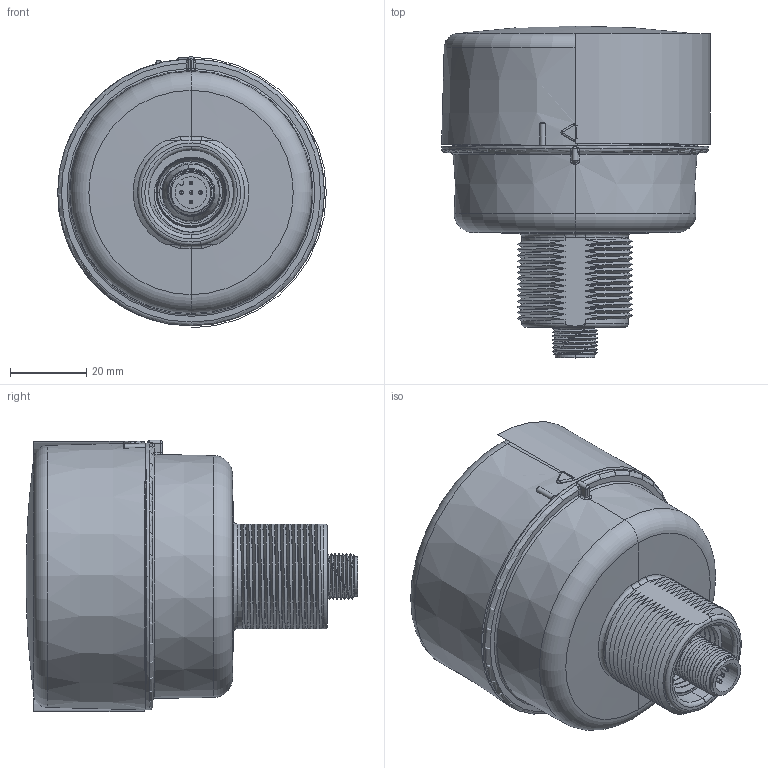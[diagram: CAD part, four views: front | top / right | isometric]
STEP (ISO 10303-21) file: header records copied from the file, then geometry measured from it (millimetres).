
FILE_DESCRIPTION((''),'2;1');
FILE_NAME('224731_ASM','2021-07-27T10:58:03',('PDMAdmin'),('BANNER ENGINEERING'),'CREO PARAMETRIC BY PTC INC, 2019292','CREO PARAMETRIC BY PTC INC, 2019292','');
FILE_SCHEMA(('CONFIG_CONTROL_DESIGN'));
Length unit declared in the file: millimetre
Products named in the file (14): 180077; 180482; 41089; 180169_OLD_ASM; 178930_AF0; TBLK4_AF0; TBLK4_AF1; P50; 178930_ASM; 140249; 180661; 181073_ASM; 192655; 224731_ASM
Assembly tree (21 placements, depth 4):
  224731_ASM
    181073_ASM
      180077
      180482
      180169_OLD_ASM
        41089
      178930_ASM
        178930_AF0
        TBLK4_AF0
        TBLK4_AF1
        P50  x7
      140249  x3
      180661
    192655
Bounding box: 70.5 x 87.1 x 71.25 mm (x, y, z)
Volume: 78421.7 mm3; surface area: 62111.9 mm2
Topology: 26 solids, 30 shells, 1852 faces, 5281 edges, 3452 vertices
Faces by surface type: cylinder 627, plane 556, bspline 421, torus 90, cone 88, sphere 70
Entity records: 80431 total; most frequent: CARTESIAN_POINT 46665, ORIENTED_EDGE 7207, DIRECTION 6216, EDGE_CURVE 3821, VERTEX_POINT 2428, AXIS2_PLACEMENT_3D 2337, EDGE_LOOP 1607, VECTOR 1542
